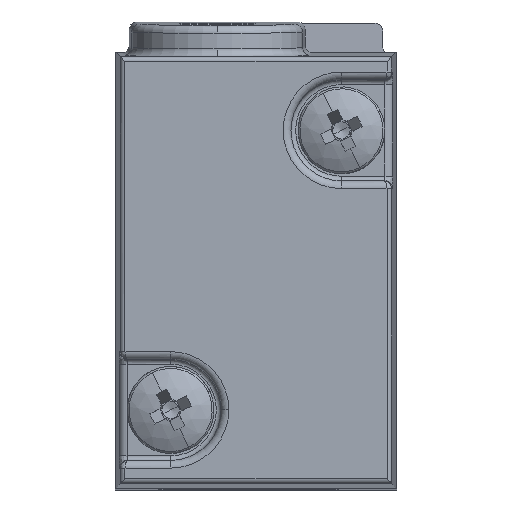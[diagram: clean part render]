
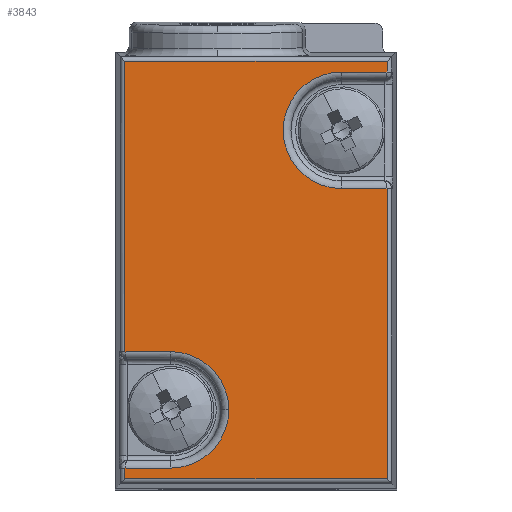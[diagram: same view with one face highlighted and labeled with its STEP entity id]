
A CAD part, top view. The second image highlights one B-rep face of the part: STEP entity #3843.
In plain terms, the highlighted planar face has unit normal (0, 0, 1).
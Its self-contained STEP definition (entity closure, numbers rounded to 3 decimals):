
#112 = CARTESIAN_POINT ( 'NONE',  ( 9.05, 27.485, 15.5 ) ) ;
#240 = AXIS2_PLACEMENT_3D ( 'NONE', #6645, #2907, #14054 ) ;
#276 = CARTESIAN_POINT ( 'NONE',  ( 0.615, 1.3, 15.5 ) ) ;
#763 = CARTESIAN_POINT ( 'NONE',  ( 17.485, 14.05, 15.5 ) ) ;
#820 = CIRCLE ( 'NONE', #240, 3.75 ) ;
#864 = LINE ( 'NONE', #763, #1798 ) ;
#956 = VECTOR ( 'NONE', #4746, 1000. ) ;
#1260 = PLANE ( 'NONE',  #16082 ) ;
#1518 = EDGE_LOOP ( 'NONE', ( #10152, #18019, #11025, #15442, #16268, #12765, #9530, #6127, #13604, #6799, #15433, #11115, #13502 ) ) ;
#1759 = CARTESIAN_POINT ( 'NONE',  ( 9.05, 0.615, 15.5 ) ) ;
#1798 = VECTOR ( 'NONE', #16620, 1000. ) ;
#2101 = CARTESIAN_POINT ( 'NONE',  ( 17.485, 0.615, 15.5 ) ) ;
#2534 = VERTEX_POINT ( 'NONE', #15055 ) ;
#2651 = CARTESIAN_POINT ( 'NONE',  ( 14.55, 19.3, 15.5 ) ) ;
#2874 = DIRECTION ( 'NONE',  ( 1., 0., 0. ) ) ;
#2907 = DIRECTION ( 'NONE',  ( 0., 0., -1. ) ) ;
#3012 = CARTESIAN_POINT ( 'NONE',  ( 17.485, 26.8, 15.5 ) ) ;
#3290 = LINE ( 'NONE', #7732, #7570 ) ;
#3310 = VERTEX_POINT ( 'NONE', #276 ) ;
#3382 = DIRECTION ( 'NONE',  ( 0., 0., -1. ) ) ;
#3564 = VERTEX_POINT ( 'NONE', #6911 ) ;
#3618 = CIRCLE ( 'NONE', #10628, 3.75 ) ;
#3734 = LINE ( 'NONE', #14354, #10087 ) ;
#3843 = ADVANCED_FACE ( 'NONE', ( #5726 ), #1260, .T. ) ;
#4091 = CIRCLE ( 'NONE', #15083, 3.75 ) ;
#4322 = EDGE_CURVE ( 'NONE', #3310, #2534, #16784, .T. ) ;
#4449 = EDGE_CURVE ( 'NONE', #7014, #15380, #5955, .T. ) ;
#4746 = DIRECTION ( 'NONE',  ( 0., 1., 0. ) ) ;
#5148 = CARTESIAN_POINT ( 'NONE',  ( 7.3, 5.05, 15.5 ) ) ;
#5151 = VERTEX_POINT ( 'NONE', #2101 ) ;
#5261 = EDGE_CURVE ( 'NONE', #17860, #18505, #12325, .T. ) ;
#5402 = DIRECTION ( 'NONE',  ( 0., -1., 0. ) ) ;
#5524 = DIRECTION ( 'NONE',  ( 1., 0., 0. ) ) ;
#5726 = FACE_OUTER_BOUND ( 'NONE', #1518, .T. ) ;
#5813 = LINE ( 'NONE', #112, #14922 ) ;
#5902 = DIRECTION ( 'NONE',  ( -1., 0., 0. ) ) ;
#5937 = DIRECTION ( 'NONE',  ( 1., 0., 0. ) ) ;
#5955 = LINE ( 'NONE', #6238, #17153 ) ;
#6127 = ORIENTED_EDGE ( 'NONE', *, *, #15279, .T. ) ;
#6218 = VECTOR ( 'NONE', #12867, 1000. ) ;
#6238 = CARTESIAN_POINT ( 'NONE',  ( 0.615, 14.05, 15.5 ) ) ;
#6322 = CARTESIAN_POINT ( 'NONE',  ( 17.485, 19.3, 15.5 ) ) ;
#6359 = VERTEX_POINT ( 'NONE', #5148 ) ;
#6560 = CARTESIAN_POINT ( 'NONE',  ( 14.55, 23.05, 15.5 ) ) ;
#6645 = CARTESIAN_POINT ( 'NONE',  ( 3.55, 5.05, 15.5 ) ) ;
#6651 = DIRECTION ( 'NONE',  ( -1., 0., 0. ) ) ;
#6799 = ORIENTED_EDGE ( 'NONE', *, *, #4322, .T. ) ;
#6911 = CARTESIAN_POINT ( 'NONE',  ( 3.55, 8.8, 15.5 ) ) ;
#7014 = VERTEX_POINT ( 'NONE', #12934 ) ;
#7124 = EDGE_CURVE ( 'NONE', #3564, #6359, #3618, .T. ) ;
#7134 = LINE ( 'NONE', #13357, #956 ) ;
#7275 = EDGE_CURVE ( 'NONE', #5151, #17860, #864, .T. ) ;
#7570 = VECTOR ( 'NONE', #10727, 1000. ) ;
#7732 = CARTESIAN_POINT ( 'NONE',  ( 17.485, 26.8, 15.5 ) ) ;
#7747 = DIRECTION ( 'NONE',  ( 0., -1., 0. ) ) ;
#7752 = EDGE_CURVE ( 'NONE', #7870, #13237, #3290, .T. ) ;
#7870 = VERTEX_POINT ( 'NONE', #8105 ) ;
#8105 = CARTESIAN_POINT ( 'NONE',  ( 14.55, 26.8, 15.5 ) ) ;
#8226 = CARTESIAN_POINT ( 'NONE',  ( 0.615, 1.3, 15.5 ) ) ;
#8961 = VERTEX_POINT ( 'NONE', #9779 ) ;
#9413 = CARTESIAN_POINT ( 'NONE',  ( 0.615, 14.05, 15.5 ) ) ;
#9530 = ORIENTED_EDGE ( 'NONE', *, *, #7124, .T. ) ;
#9628 = CARTESIAN_POINT ( 'NONE',  ( 17.485, 27.485, 15.5 ) ) ;
#9635 = EDGE_CURVE ( 'NONE', #18276, #7014, #5813, .T. ) ;
#9779 = CARTESIAN_POINT ( 'NONE',  ( 3.55, 1.3, 15.5 ) ) ;
#10087 = VECTOR ( 'NONE', #5524, 1000. ) ;
#10152 = ORIENTED_EDGE ( 'NONE', *, *, #18881, .T. ) ;
#10628 = AXIS2_PLACEMENT_3D ( 'NONE', #11680, #17509, #16070 ) ;
#10727 = DIRECTION ( 'NONE',  ( 1., 0., 0. ) ) ;
#11025 = ORIENTED_EDGE ( 'NONE', *, *, #17460, .T. ) ;
#11115 = ORIENTED_EDGE ( 'NONE', *, *, #7275, .T. ) ;
#11415 = EDGE_CURVE ( 'NONE', #2534, #5151, #14837, .T. ) ;
#11466 = CARTESIAN_POINT ( 'NONE',  ( 9.05, 14.05, 15.5 ) ) ;
#11608 = LINE ( 'NONE', #8226, #6218 ) ;
#11658 = VECTOR ( 'NONE', #5937, 1000. ) ;
#11680 = CARTESIAN_POINT ( 'NONE',  ( 3.55, 5.05, 15.5 ) ) ;
#12325 = LINE ( 'NONE', #18142, #17166 ) ;
#12765 = ORIENTED_EDGE ( 'NONE', *, *, #17320, .T. ) ;
#12867 = DIRECTION ( 'NONE',  ( -1., 0., 0. ) ) ;
#12897 = VECTOR ( 'NONE', #5402, 1000. ) ;
#12934 = CARTESIAN_POINT ( 'NONE',  ( 0.615, 27.485, 15.5 ) ) ;
#13152 = CARTESIAN_POINT ( 'NONE',  ( 0.615, 8.8, 15.5 ) ) ;
#13237 = VERTEX_POINT ( 'NONE', #3012 ) ;
#13357 = CARTESIAN_POINT ( 'NONE',  ( 17.485, 14.05, 15.5 ) ) ;
#13502 = ORIENTED_EDGE ( 'NONE', *, *, #5261, .T. ) ;
#13604 = ORIENTED_EDGE ( 'NONE', *, *, #17727, .T. ) ;
#14054 = DIRECTION ( 'NONE',  ( 1., 0., 0. ) ) ;
#14354 = CARTESIAN_POINT ( 'NONE',  ( 3.55, 8.8, 15.5 ) ) ;
#14837 = LINE ( 'NONE', #1759, #11658 ) ;
#14922 = VECTOR ( 'NONE', #5902, 1000. ) ;
#15055 = CARTESIAN_POINT ( 'NONE',  ( 0.615, 0.615, 15.5 ) ) ;
#15083 = AXIS2_PLACEMENT_3D ( 'NONE', #6560, #3382, #17899 ) ;
#15279 = EDGE_CURVE ( 'NONE', #6359, #8961, #820, .T. ) ;
#15380 = VERTEX_POINT ( 'NONE', #13152 ) ;
#15433 = ORIENTED_EDGE ( 'NONE', *, *, #11415, .T. ) ;
#15442 = ORIENTED_EDGE ( 'NONE', *, *, #9635, .T. ) ;
#16070 = DIRECTION ( 'NONE',  ( 1., 0., 0. ) ) ;
#16082 = AXIS2_PLACEMENT_3D ( 'NONE', #11466, #17295, #2874 ) ;
#16268 = ORIENTED_EDGE ( 'NONE', *, *, #4449, .T. ) ;
#16620 = DIRECTION ( 'NONE',  ( 0., 1., 0. ) ) ;
#16784 = LINE ( 'NONE', #9413, #12897 ) ;
#17153 = VECTOR ( 'NONE', #7747, 1000. ) ;
#17166 = VECTOR ( 'NONE', #6651, 1000. ) ;
#17295 = DIRECTION ( 'NONE',  ( 0., 0., 1. ) ) ;
#17320 = EDGE_CURVE ( 'NONE', #15380, #3564, #3734, .T. ) ;
#17460 = EDGE_CURVE ( 'NONE', #13237, #18276, #7134, .T. ) ;
#17509 = DIRECTION ( 'NONE',  ( 0., 0., -1. ) ) ;
#17727 = EDGE_CURVE ( 'NONE', #8961, #3310, #11608, .T. ) ;
#17860 = VERTEX_POINT ( 'NONE', #6322 ) ;
#17899 = DIRECTION ( 'NONE',  ( 1., 0., 0. ) ) ;
#18019 = ORIENTED_EDGE ( 'NONE', *, *, #7752, .T. ) ;
#18142 = CARTESIAN_POINT ( 'NONE',  ( 14.55, 19.3, 15.5 ) ) ;
#18276 = VERTEX_POINT ( 'NONE', #9628 ) ;
#18505 = VERTEX_POINT ( 'NONE', #2651 ) ;
#18881 = EDGE_CURVE ( 'NONE', #18505, #7870, #4091, .T. ) ;
